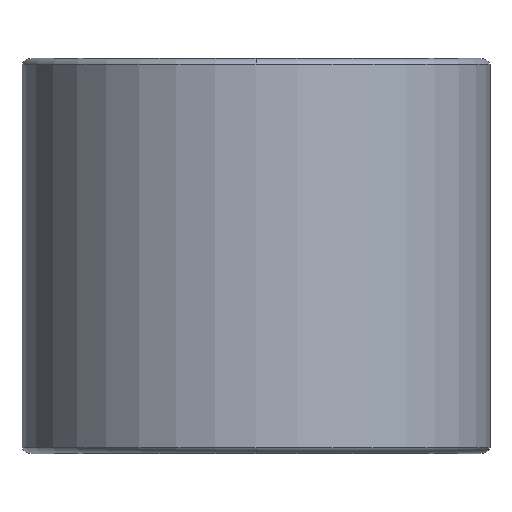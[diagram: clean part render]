
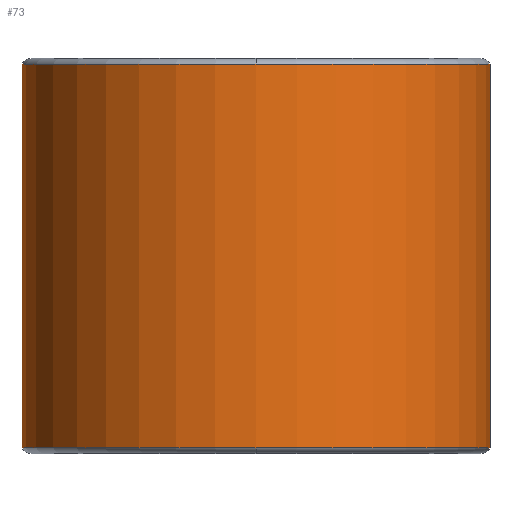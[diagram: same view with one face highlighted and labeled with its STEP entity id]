
A CAD part, front view. The second image highlights one B-rep face of the part: STEP entity #73.
In plain terms, the highlighted cylindrical face has radius 11.132 mm (diameter 22.263 mm), a partial arc.
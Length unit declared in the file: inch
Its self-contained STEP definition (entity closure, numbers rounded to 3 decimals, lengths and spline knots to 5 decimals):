
#15 = VECTOR ( 'NONE', #293, 39.37008 ) ;
#16 = EDGE_LOOP ( 'NONE', ( #198, #823, #172, #1048, #712, #693 ) ) ;
#20 = CIRCLE ( 'NONE', #208, 0.43825 ) ;
#30 = CARTESIAN_POINT ( 'NONE',  ( -0.43825, 0., -0.35872 ) ) ;
#32 = VERTEX_POINT ( 'NONE', #767 ) ;
#37 = AXIS2_PLACEMENT_3D ( 'NONE', #925, #962, #485 ) ;
#50 = DIRECTION ( 'NONE',  ( 0., 1., 0. ) ) ;
#65 = DIRECTION ( 'NONE',  ( 0., 0., 1. ) ) ;
#73 = ADVANCED_FACE ( 'NONE', ( #290 ), #865, .T. ) ;
#85 = DIRECTION ( 'NONE',  ( 0., 0., 1. ) ) ;
#162 = EDGE_CURVE ( 'NONE', #32, #717, #791, .T. ) ;
#172 = ORIENTED_EDGE ( 'NONE', *, *, #352, .F. ) ;
#180 = VECTOR ( 'NONE', #85, 39.37008 ) ;
#198 = ORIENTED_EDGE ( 'NONE', *, *, #960, .F. ) ;
#208 = AXIS2_PLACEMENT_3D ( 'NONE', #258, #827, #449 ) ;
#230 = CARTESIAN_POINT ( 'NONE',  ( 0., -0.43825, 0.35872 ) ) ;
#258 = CARTESIAN_POINT ( 'NONE',  ( 0., 0., -0.35872 ) ) ;
#290 = FACE_OUTER_BOUND ( 'NONE', #16, .T. ) ;
#293 = DIRECTION ( 'NONE',  ( 0., 0., 1. ) ) ;
#308 = DIRECTION ( 'NONE',  ( 0., -1., 0. ) ) ;
#352 = EDGE_CURVE ( 'NONE', #32, #907, #921, .T. ) ;
#371 = CARTESIAN_POINT ( 'NONE',  ( 0., -0.43825, -0.35872 ) ) ;
#401 = DIRECTION ( 'NONE',  ( 0., 1., 0. ) ) ;
#428 = VERTEX_POINT ( 'NONE', #230 ) ;
#449 = DIRECTION ( 'NONE',  ( 0., -1., 0. ) ) ;
#464 = DIRECTION ( 'NONE',  ( 0., 0., -1. ) ) ;
#485 = DIRECTION ( 'NONE',  ( 1., 0., 0. ) ) ;
#493 = EDGE_CURVE ( 'NONE', #907, #933, #20, .T. ) ;
#529 = CARTESIAN_POINT ( 'NONE',  ( -0.43825, 0., -0.37 ) ) ;
#547 = CARTESIAN_POINT ( 'NONE',  ( 0., 0., -0.35872 ) ) ;
#555 = CARTESIAN_POINT ( 'NONE',  ( 0.43825, 0., -0.37 ) ) ;
#624 = AXIS2_PLACEMENT_3D ( 'NONE', #547, #464, #308 ) ;
#628 = CIRCLE ( 'NONE', #843, 0.43825 ) ;
#645 = EDGE_CURVE ( 'NONE', #428, #717, #628, .T. ) ;
#693 = ORIENTED_EDGE ( 'NONE', *, *, #695, .F. ) ;
#695 = EDGE_CURVE ( 'NONE', #726, #428, #919, .T. ) ;
#697 = LINE ( 'NONE', #529, #15 ) ;
#712 = ORIENTED_EDGE ( 'NONE', *, *, #645, .F. ) ;
#717 = VERTEX_POINT ( 'NONE', #972 ) ;
#726 = VERTEX_POINT ( 'NONE', #1049 ) ;
#767 = CARTESIAN_POINT ( 'NONE',  ( 0.43825, 0., -0.35872 ) ) ;
#791 = LINE ( 'NONE', #555, #180 ) ;
#799 = CARTESIAN_POINT ( 'NONE',  ( 0., 0., 0.35872 ) ) ;
#823 = ORIENTED_EDGE ( 'NONE', *, *, #493, .F. ) ;
#827 = DIRECTION ( 'NONE',  ( 0., 0., -1. ) ) ;
#843 = AXIS2_PLACEMENT_3D ( 'NONE', #1014, #871, #50 ) ;
#865 = CYLINDRICAL_SURFACE ( 'NONE', #37, 0.43825 ) ;
#871 = DIRECTION ( 'NONE',  ( 0., 0., 1. ) ) ;
#907 = VERTEX_POINT ( 'NONE', #371 ) ;
#919 = CIRCLE ( 'NONE', #1064, 0.43825 ) ;
#921 = CIRCLE ( 'NONE', #624, 0.43825 ) ;
#925 = CARTESIAN_POINT ( 'NONE',  ( 0., 0., -0.37 ) ) ;
#933 = VERTEX_POINT ( 'NONE', #30 ) ;
#960 = EDGE_CURVE ( 'NONE', #933, #726, #697, .T. ) ;
#962 = DIRECTION ( 'NONE',  ( 0., 0., 1. ) ) ;
#972 = CARTESIAN_POINT ( 'NONE',  ( 0.43825, 0., 0.35872 ) ) ;
#1014 = CARTESIAN_POINT ( 'NONE',  ( 0., 0., 0.35872 ) ) ;
#1048 = ORIENTED_EDGE ( 'NONE', *, *, #162, .T. ) ;
#1049 = CARTESIAN_POINT ( 'NONE',  ( -0.43825, 0., 0.35872 ) ) ;
#1064 = AXIS2_PLACEMENT_3D ( 'NONE', #799, #65, #401 ) ;
